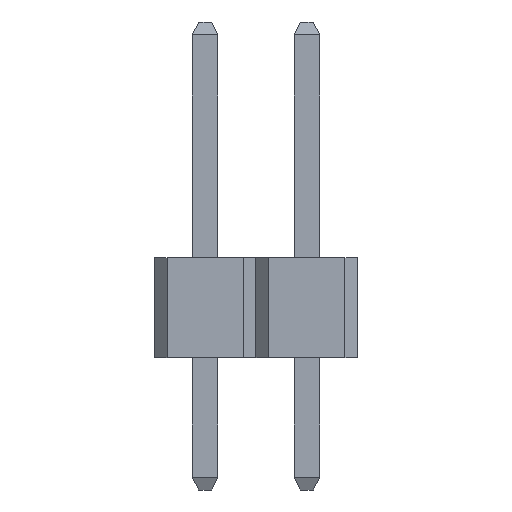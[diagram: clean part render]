
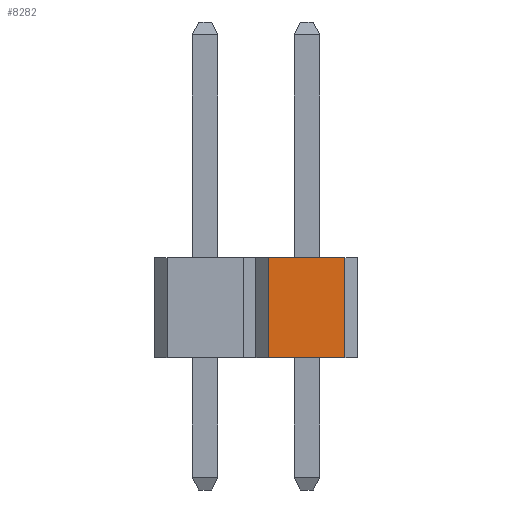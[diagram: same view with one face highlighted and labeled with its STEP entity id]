
A CAD part, left-side view. The second image highlights one B-rep face of the part: STEP entity #8282.
In plain terms, the highlighted planar face has unit normal (-1, 0, 0).
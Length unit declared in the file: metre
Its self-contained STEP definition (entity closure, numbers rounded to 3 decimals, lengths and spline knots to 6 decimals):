
#1620=ORIENTED_EDGE('',*,*,#3084,.T.);
#1621=ORIENTED_EDGE('',*,*,#3085,.T.);
#1622=ORIENTED_EDGE('',*,*,#3086,.F.);
#1623=ORIENTED_EDGE('',*,*,#3087,.T.);
#3084=EDGE_CURVE('',#3892,#3893,#4884,.T.);
#3085=EDGE_CURVE('',#3893,#3894,#4885,.T.);
#3086=EDGE_CURVE('',#3895,#3894,#4886,.T.);
#3087=EDGE_CURVE('',#3895,#3892,#4887,.T.);
#3892=VERTEX_POINT('',#13252);
#3893=VERTEX_POINT('',#13253);
#3894=VERTEX_POINT('',#13255);
#3895=VERTEX_POINT('',#13257);
#4884=LINE('',#13251,#5996);
#4885=LINE('',#13254,#5997);
#4886=LINE('',#13256,#5998);
#4887=LINE('',#13258,#5999);
#5996=VECTOR('',#11009,1.);
#5997=VECTOR('',#11010,1.);
#5998=VECTOR('',#11011,1.);
#5999=VECTOR('',#11012,1.);
#6728=EDGE_LOOP('',(#1620,#1621,#1622,#1623));
#7252=FACE_BOUND('',#6728,.T.);
#7776=PLANE('',#9281);
#8282=ADVANCED_FACE('',(#7252),#7776,.F.);
#9281=AXIS2_PLACEMENT_3D('',#13250,#11007,#11008);
#11007=DIRECTION('',(1.,0.,0.));
#11008=DIRECTION('',(0.,0.,-1.));
#11009=DIRECTION('',(0.,-1.,0.));
#11010=DIRECTION('',(0.,0.,1.));
#11011=DIRECTION('',(0.,-1.,0.));
#11012=DIRECTION('',(0.,0.,-1.));
#13250=CARTESIAN_POINT('',(-0.00127,0.,0.0025));
#13251=CARTESIAN_POINT('',(-0.00127,0.,0.));
#13252=CARTESIAN_POINT('',(-0.00127,0.00095,0.));
#13253=CARTESIAN_POINT('',(-0.00127,-0.00095,0.));
#13254=CARTESIAN_POINT('',(-0.00127,-0.00095,0.0025));
#13255=CARTESIAN_POINT('',(-0.00127,-0.00095,0.0025));
#13256=CARTESIAN_POINT('',(-0.00127,0.,0.0025));
#13257=CARTESIAN_POINT('',(-0.00127,0.00095,0.0025));
#13258=CARTESIAN_POINT('',(-0.00127,0.00095,0.));
